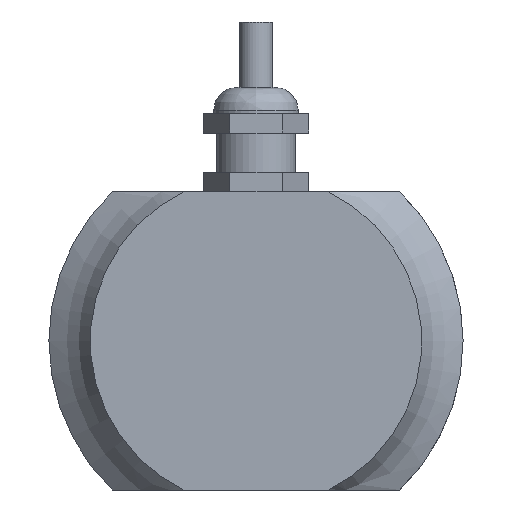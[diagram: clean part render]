
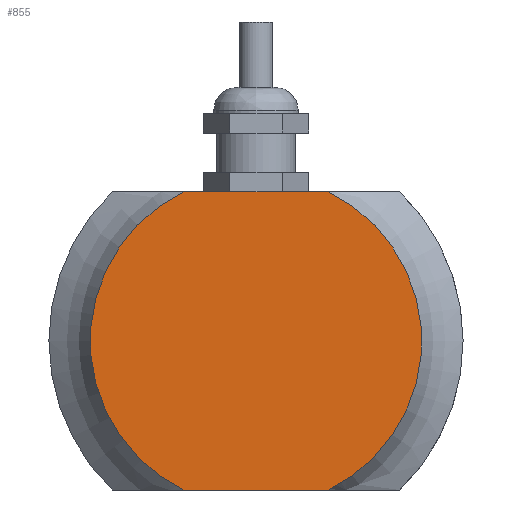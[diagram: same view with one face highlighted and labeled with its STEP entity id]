
A CAD part, left-side view. The second image highlights one B-rep face of the part: STEP entity #855.
In plain terms, the highlighted planar face has unit normal (-1, 0, 0).
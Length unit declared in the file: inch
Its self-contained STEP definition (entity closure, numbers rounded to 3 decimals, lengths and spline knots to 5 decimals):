
#76=PLANE('',#961);
#127=FACE_OUTER_BOUND('',#185,.T.);
#185=EDGE_LOOP('',(#743,#744,#745,#746));
#259=LINE('',#1720,#325);
#260=LINE('',#1721,#326);
#325=VECTOR('',#1196,0.3937);
#326=VECTOR('',#1197,0.3937);
#357=CIRCLE('',#942,1.);
#360=CIRCLE('',#946,1.);
#421=VERTEX_POINT('',#1414);
#423=VERTEX_POINT('',#1417);
#426=VERTEX_POINT('',#1424);
#428=VERTEX_POINT('',#1428);
#524=EDGE_CURVE('',#423,#421,#357,.T.);
#530=EDGE_CURVE('',#426,#428,#360,.T.);
#557=EDGE_CURVE('',#428,#423,#259,.T.);
#558=EDGE_CURVE('',#421,#426,#260,.T.);
#743=ORIENTED_EDGE('',*,*,#530,.T.);
#744=ORIENTED_EDGE('',*,*,#557,.T.);
#745=ORIENTED_EDGE('',*,*,#524,.T.);
#746=ORIENTED_EDGE('',*,*,#558,.T.);
#855=ADVANCED_FACE('',(#127),#76,.F.);
#942=AXIS2_PLACEMENT_3D('',#1418,#1149,#1150);
#946=AXIS2_PLACEMENT_3D('',#1430,#1160,#1161);
#961=AXIS2_PLACEMENT_3D('',#1719,#1194,#1195);
#1149=DIRECTION('center_axis',(-1.,0.,0.));
#1150=DIRECTION('ref_axis',(0.,1.,0.));
#1160=DIRECTION('center_axis',(-1.,0.,0.));
#1161=DIRECTION('ref_axis',(0.,1.,0.));
#1194=DIRECTION('center_axis',(1.,0.,0.));
#1195=DIRECTION('ref_axis',(0.,0.,-1.));
#1196=DIRECTION('',(0.,-1.,0.));
#1197=DIRECTION('',(0.,1.,0.));
#1414=CARTESIAN_POINT('',(-4.125,-0.43589,0.9));
#1417=CARTESIAN_POINT('',(-4.125,-0.43589,-0.9));
#1418=CARTESIAN_POINT('Origin',(-4.125,0.,0.));
#1424=CARTESIAN_POINT('',(-4.125,0.43589,0.9));
#1428=CARTESIAN_POINT('',(-4.125,0.43589,-0.9));
#1430=CARTESIAN_POINT('Origin',(-4.125,0.,0.));
#1719=CARTESIAN_POINT('Origin',(-4.125,0.,0.));
#1720=CARTESIAN_POINT('',(-4.125,1.25,-0.9));
#1721=CARTESIAN_POINT('',(-4.125,-1.25,0.9));
